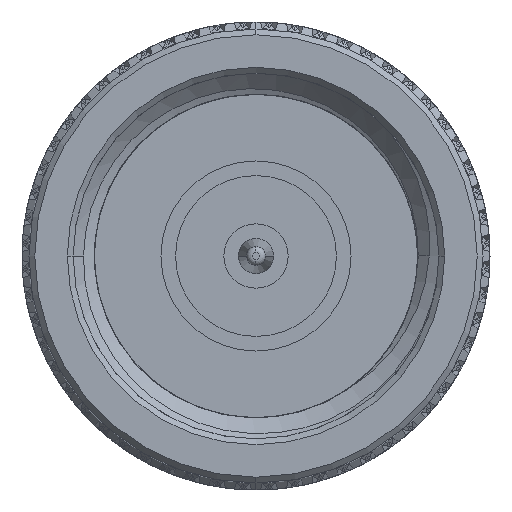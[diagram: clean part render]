
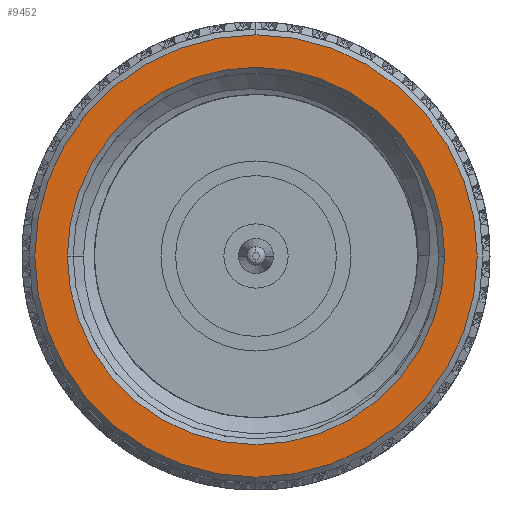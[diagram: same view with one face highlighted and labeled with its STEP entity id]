
A CAD part, left-side view. The second image highlights one B-rep face of the part: STEP entity #9452.
In plain terms, the highlighted planar face has unit normal (-1, 0, 0).
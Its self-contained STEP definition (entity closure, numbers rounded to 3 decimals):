
#177 = ORIENTED_EDGE ( 'NONE', *, *, #77219, .T. ) ;
#1013 = AXIS2_PLACEMENT_3D ( 'NONE', #88460, #37626, #76908 ) ;
#2736 = AXIS2_PLACEMENT_3D ( 'NONE', #45768, #3298, #9495 ) ;
#3298 = DIRECTION ( 'NONE',  ( 1., 0., 0. ) ) ;
#7619 = VERTEX_POINT ( 'NONE', #38785 ) ;
#9113 = CIRCLE ( 'NONE', #28728, 8.191 ) ;
#9452 = ADVANCED_FACE ( 'NONE', ( #107086, #59002 ), #16031, .T. ) ;
#9495 = DIRECTION ( 'NONE',  ( 0., -1., 0. ) ) ;
#9769 = DIRECTION ( 'NONE',  ( 0., -1., 0. ) ) ;
#10317 = DIRECTION ( 'NONE',  ( -1., 0., 0. ) ) ;
#16031 = PLANE ( 'NONE',  #79473 ) ;
#22399 = CIRCLE ( 'NONE', #2736, 8.191 ) ;
#22677 = DIRECTION ( 'NONE',  ( 0., -1., 0. ) ) ;
#22838 = CARTESIAN_POINT ( 'NONE',  ( 0., 0., 8.191 ) ) ;
#28658 = VERTEX_POINT ( 'NONE', #22838 ) ;
#28728 = AXIS2_PLACEMENT_3D ( 'NONE', #99152, #105885, #22677 ) ;
#32535 = VERTEX_POINT ( 'NONE', #65261 ) ;
#32786 = CARTESIAN_POINT ( 'NONE',  ( 0., 9.857, 0. ) ) ;
#34158 = EDGE_LOOP ( 'NONE', ( #105095, #79405 ) ) ;
#37128 = EDGE_CURVE ( 'NONE', #52958, #7619, #68800, .T. ) ;
#37626 = DIRECTION ( 'NONE',  ( -1., 0., 0. ) ) ;
#38785 = CARTESIAN_POINT ( 'NONE',  ( 0., -9.603, 0. ) ) ;
#41141 = DIRECTION ( 'NONE',  ( -1., 0., 0. ) ) ;
#44182 = ORIENTED_EDGE ( 'NONE', *, *, #59239, .T. ) ;
#44649 = AXIS2_PLACEMENT_3D ( 'NONE', #86820, #10317, #9769 ) ;
#45768 = CARTESIAN_POINT ( 'NONE',  ( 0., 0., 0. ) ) ;
#50079 = DIRECTION ( 'NONE',  ( 0., -1., 0. ) ) ;
#52958 = VERTEX_POINT ( 'NONE', #65677 ) ;
#56282 = EDGE_CURVE ( 'NONE', #7619, #52958, #101693, .T. ) ;
#59002 = FACE_OUTER_BOUND ( 'NONE', #34158, .T. ) ;
#59239 = EDGE_CURVE ( 'NONE', #28658, #32535, #9113, .T. ) ;
#65261 = CARTESIAN_POINT ( 'NONE',  ( 0., 0., -8.191 ) ) ;
#65677 = CARTESIAN_POINT ( 'NONE',  ( 0., 9.603, 0. ) ) ;
#68800 = CIRCLE ( 'NONE', #1013, 9.603 ) ;
#76908 = DIRECTION ( 'NONE',  ( 0., -1., 0. ) ) ;
#77219 = EDGE_CURVE ( 'NONE', #32535, #28658, #22399, .T. ) ;
#79405 = ORIENTED_EDGE ( 'NONE', *, *, #56282, .T. ) ;
#79473 = AXIS2_PLACEMENT_3D ( 'NONE', #32786, #41141, #50079 ) ;
#86820 = CARTESIAN_POINT ( 'NONE',  ( 0., 0., 0. ) ) ;
#88460 = CARTESIAN_POINT ( 'NONE',  ( 0., 0., 0. ) ) ;
#90504 = EDGE_LOOP ( 'NONE', ( #44182, #177 ) ) ;
#99152 = CARTESIAN_POINT ( 'NONE',  ( 0., 0., 0. ) ) ;
#101693 = CIRCLE ( 'NONE', #44649, 9.603 ) ;
#105095 = ORIENTED_EDGE ( 'NONE', *, *, #37128, .T. ) ;
#105885 = DIRECTION ( 'NONE',  ( 1., 0., 0. ) ) ;
#107086 = FACE_BOUND ( 'NONE', #90504, .T. ) ;
